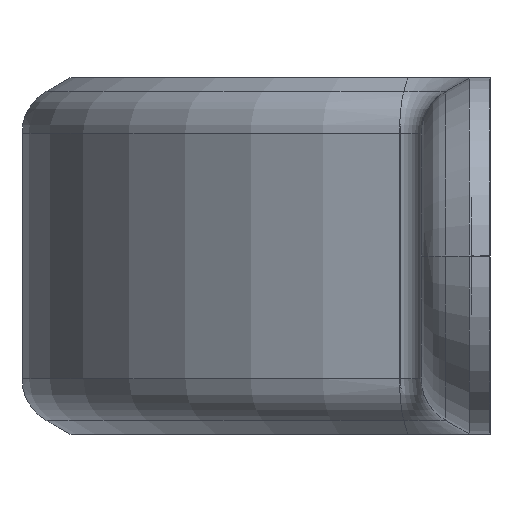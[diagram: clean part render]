
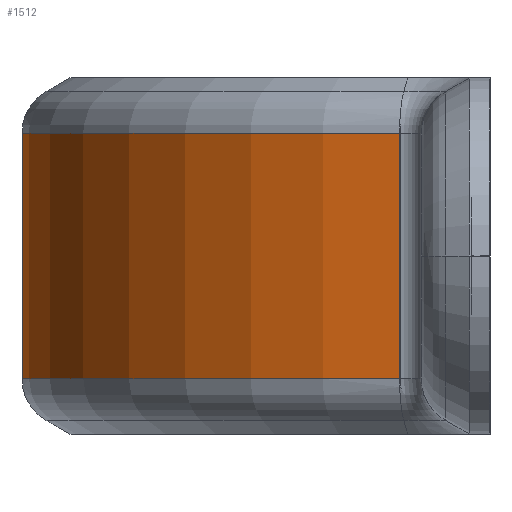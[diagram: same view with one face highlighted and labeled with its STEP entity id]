
A CAD part, left-side view. The second image highlights one B-rep face of the part: STEP entity #1512.
In plain terms, the highlighted cylindrical face has radius 33.228 mm (diameter 66.457 mm), a partial arc.
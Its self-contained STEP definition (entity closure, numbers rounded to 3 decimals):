
#49 = DIRECTION ( 'NONE',  ( -1., 0., 0. ) ) ;
#113 = VERTEX_POINT ( 'NONE', #2684 ) ;
#150 = VERTEX_POINT ( 'NONE', #1620 ) ;
#200 = ORIENTED_EDGE ( 'NONE', *, *, #1264, .T. ) ;
#299 = CARTESIAN_POINT ( 'NONE',  ( 0., 0., -8.959 ) ) ;
#354 = EDGE_LOOP ( 'NONE', ( #472, #2030, #200, #2903, #479, #1027 ) ) ;
#389 = CARTESIAN_POINT ( 'NONE',  ( 0., 33.228, -8.959 ) ) ;
#472 = ORIENTED_EDGE ( 'NONE', *, *, #1849, .T. ) ;
#479 = ORIENTED_EDGE ( 'NONE', *, *, #1968, .T. ) ;
#517 = CARTESIAN_POINT ( 'NONE',  ( 0., 0., 8.959 ) ) ;
#589 = CYLINDRICAL_SURFACE ( 'NONE', #1423, 33.228 ) ;
#597 = EDGE_CURVE ( 'NONE', #113, #150, #1752, .T. ) ;
#715 = VERTEX_POINT ( 'NONE', #2792 ) ;
#817 = AXIS2_PLACEMENT_3D ( 'NONE', #299, #1052, #2141 ) ;
#951 = DIRECTION ( 'NONE',  ( 0., 0., -1. ) ) ;
#1027 = ORIENTED_EDGE ( 'NONE', *, *, #597, .T. ) ;
#1052 = DIRECTION ( 'NONE',  ( 0., 0., 1. ) ) ;
#1079 = DIRECTION ( 'NONE',  ( -1., 0., 0. ) ) ;
#1185 = VECTOR ( 'NONE', #1710, 1000. ) ;
#1240 = CIRCLE ( 'NONE', #1618, 33.228 ) ;
#1264 = EDGE_CURVE ( 'NONE', #1497, #1637, #1389, .T. ) ;
#1389 = CIRCLE ( 'NONE', #817, 33.228 ) ;
#1423 = AXIS2_PLACEMENT_3D ( 'NONE', #2231, #2426, #1079 ) ;
#1427 = CARTESIAN_POINT ( 'NONE',  ( 0., 0., 8.959 ) ) ;
#1468 = LINE ( 'NONE', #2404, #1185 ) ;
#1478 = AXIS2_PLACEMENT_3D ( 'NONE', #517, #951, #1876 ) ;
#1497 = VERTEX_POINT ( 'NONE', #389 ) ;
#1512 = ADVANCED_FACE ( 'NONE', ( #2911 ), #589, .T. ) ;
#1591 = CARTESIAN_POINT ( 'NONE',  ( -32.741, 5.672, -8.959 ) ) ;
#1618 = AXIS2_PLACEMENT_3D ( 'NONE', #2569, #2536, #49 ) ;
#1620 = CARTESIAN_POINT ( 'NONE',  ( 32.741, 5.672, 8.959 ) ) ;
#1637 = VERTEX_POINT ( 'NONE', #1591 ) ;
#1668 = CARTESIAN_POINT ( 'NONE',  ( 32.741, 5.672, -8.959 ) ) ;
#1710 = DIRECTION ( 'NONE',  ( 0., 0., 1. ) ) ;
#1752 = CIRCLE ( 'NONE', #1839, 33.228 ) ;
#1826 = DIRECTION ( 'NONE',  ( 0., 0., -1. ) ) ;
#1839 = AXIS2_PLACEMENT_3D ( 'NONE', #1427, #2803, #2565 ) ;
#1849 = EDGE_CURVE ( 'NONE', #150, #2809, #2808, .T. ) ;
#1876 = DIRECTION ( 'NONE',  ( 1., 0., 0. ) ) ;
#1929 = EDGE_CURVE ( 'NONE', #2809, #1497, #1240, .T. ) ;
#1968 = EDGE_CURVE ( 'NONE', #715, #113, #2688, .T. ) ;
#1989 = EDGE_CURVE ( 'NONE', #1637, #715, #1468, .T. ) ;
#2030 = ORIENTED_EDGE ( 'NONE', *, *, #1929, .T. ) ;
#2141 = DIRECTION ( 'NONE',  ( -1., 0., 0. ) ) ;
#2231 = CARTESIAN_POINT ( 'NONE',  ( 0., 0., 0. ) ) ;
#2315 = VECTOR ( 'NONE', #1826, 1000. ) ;
#2404 = CARTESIAN_POINT ( 'NONE',  ( -32.741, 5.672, 13. ) ) ;
#2426 = DIRECTION ( 'NONE',  ( 0., 0., -1. ) ) ;
#2536 = DIRECTION ( 'NONE',  ( 0., 0., 1. ) ) ;
#2565 = DIRECTION ( 'NONE',  ( 1., 0., 0. ) ) ;
#2569 = CARTESIAN_POINT ( 'NONE',  ( 0., 0., -8.959 ) ) ;
#2684 = CARTESIAN_POINT ( 'NONE',  ( 0., 33.228, 8.959 ) ) ;
#2688 = CIRCLE ( 'NONE', #1478, 33.228 ) ;
#2750 = CARTESIAN_POINT ( 'NONE',  ( 32.741, 5.672, 13. ) ) ;
#2792 = CARTESIAN_POINT ( 'NONE',  ( -32.741, 5.672, 8.959 ) ) ;
#2803 = DIRECTION ( 'NONE',  ( 0., 0., -1. ) ) ;
#2808 = LINE ( 'NONE', #2750, #2315 ) ;
#2809 = VERTEX_POINT ( 'NONE', #1668 ) ;
#2903 = ORIENTED_EDGE ( 'NONE', *, *, #1989, .T. ) ;
#2911 = FACE_OUTER_BOUND ( 'NONE', #354, .T. ) ;
